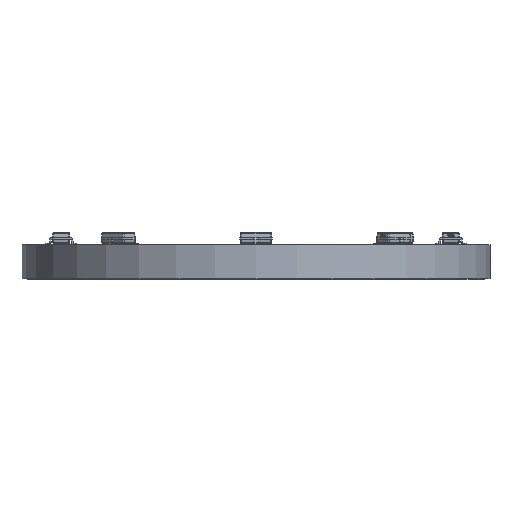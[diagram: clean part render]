
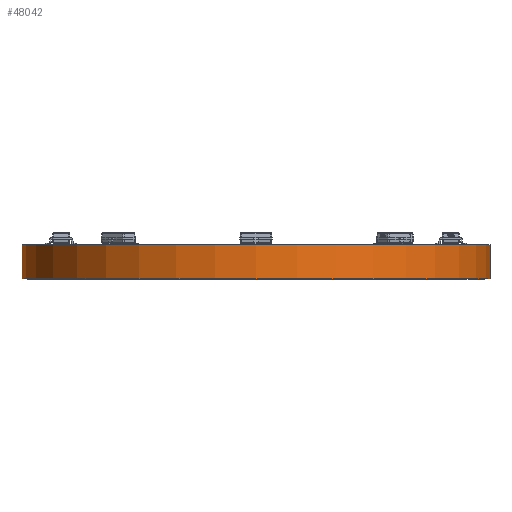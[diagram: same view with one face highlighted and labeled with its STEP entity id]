
A CAD part, front view. The second image highlights one B-rep face of the part: STEP entity #48042.
In plain terms, the highlighted cylindrical face has radius 10.987 mm (diameter 21.975 mm), a partial arc.
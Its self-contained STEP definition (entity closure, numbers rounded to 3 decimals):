
#662 = CARTESIAN_POINT ( 'NONE',  ( 10.987, 0., 0. ) ) ;
#899 = DIRECTION ( 'NONE',  ( 0., 0., -1. ) ) ;
#1043 = EDGE_LOOP ( 'NONE', ( #20999, #22972, #10794, #45843 ) ) ;
#4573 = DIRECTION ( 'NONE',  ( 0., 0., 1. ) ) ;
#5058 = DIRECTION ( 'NONE',  ( 1., 0., 0. ) ) ;
#7174 = VERTEX_POINT ( 'NONE', #37895 ) ;
#8530 = CARTESIAN_POINT ( 'NONE',  ( -10.987, 0., 0. ) ) ;
#10794 = ORIENTED_EDGE ( 'NONE', *, *, #43982, .F. ) ;
#10825 = DIRECTION ( 'NONE',  ( 1., 0., 0. ) ) ;
#11298 = DIRECTION ( 'NONE',  ( 0., 0., -1. ) ) ;
#11558 = AXIS2_PLACEMENT_3D ( 'NONE', #29547, #44623, #10825 ) ;
#12723 = CARTESIAN_POINT ( 'NONE',  ( 0., 0., 0. ) ) ;
#14684 = EDGE_CURVE ( 'NONE', #7174, #28540, #42311, .T. ) ;
#15923 = LINE ( 'NONE', #662, #28776 ) ;
#17922 = FACE_OUTER_BOUND ( 'NONE', #1043, .T. ) ;
#17949 = CIRCLE ( 'NONE', #32917, 10.987 ) ;
#18869 = CARTESIAN_POINT ( 'NONE',  ( -10.987, 0., 1.6 ) ) ;
#18917 = DIRECTION ( 'NONE',  ( 1., 0., 0. ) ) ;
#19204 = EDGE_CURVE ( 'NONE', #31702, #38112, #17949, .T. ) ;
#19639 = CARTESIAN_POINT ( 'NONE',  ( 0., 0., 1.6 ) ) ;
#20999 = ORIENTED_EDGE ( 'NONE', *, *, #48043, .T. ) ;
#22497 = AXIS2_PLACEMENT_3D ( 'NONE', #12723, #899, #5058 ) ;
#22972 = ORIENTED_EDGE ( 'NONE', *, *, #19204, .T. ) ;
#23102 = LINE ( 'NONE', #8530, #31813 ) ;
#28540 = VERTEX_POINT ( 'NONE', #43396 ) ;
#28776 = VECTOR ( 'NONE', #4573, 1000. ) ;
#29547 = CARTESIAN_POINT ( 'NONE',  ( 0., 0., 0. ) ) ;
#31702 = VERTEX_POINT ( 'NONE', #40905 ) ;
#31813 = VECTOR ( 'NONE', #34905, 1000. ) ;
#32917 = AXIS2_PLACEMENT_3D ( 'NONE', #19639, #11298, #18917 ) ;
#34905 = DIRECTION ( 'NONE',  ( 0., 0., 1. ) ) ;
#37163 = CYLINDRICAL_SURFACE ( 'NONE', #22497, 10.987 ) ;
#37895 = CARTESIAN_POINT ( 'NONE',  ( 10.987, 0., 0. ) ) ;
#38112 = VERTEX_POINT ( 'NONE', #18869 ) ;
#40905 = CARTESIAN_POINT ( 'NONE',  ( 10.987, 0., 1.6 ) ) ;
#42311 = CIRCLE ( 'NONE', #11558, 10.987 ) ;
#43396 = CARTESIAN_POINT ( 'NONE',  ( -10.987, 0., 0. ) ) ;
#43982 = EDGE_CURVE ( 'NONE', #28540, #38112, #23102, .T. ) ;
#44623 = DIRECTION ( 'NONE',  ( 0., 0., -1. ) ) ;
#45843 = ORIENTED_EDGE ( 'NONE', *, *, #14684, .F. ) ;
#48042 = ADVANCED_FACE ( 'NONE', ( #17922 ), #37163, .T. ) ;
#48043 = EDGE_CURVE ( 'NONE', #7174, #31702, #15923, .T. ) ;
